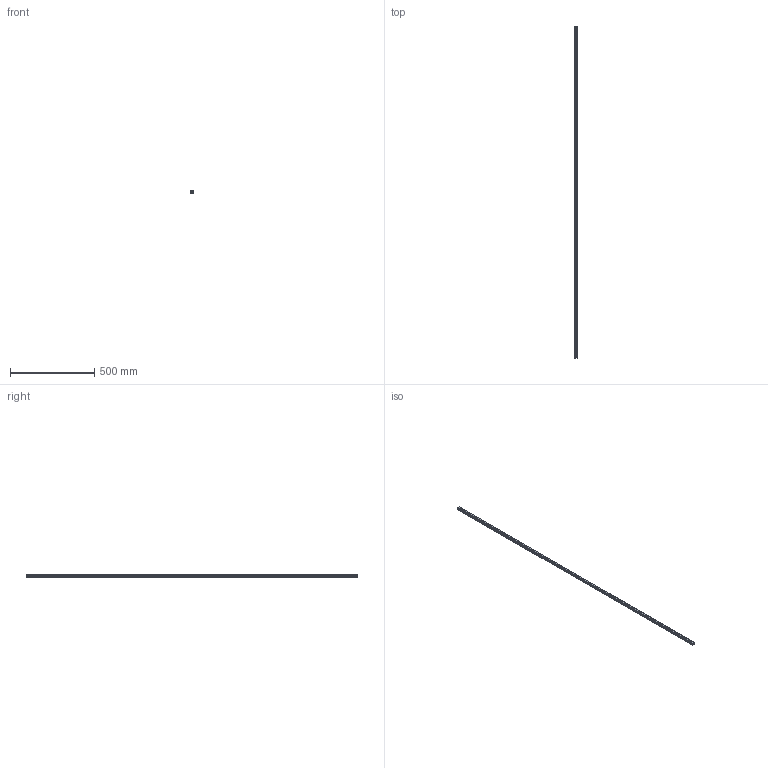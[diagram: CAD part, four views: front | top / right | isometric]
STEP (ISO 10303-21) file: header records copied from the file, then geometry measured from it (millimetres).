
FILE_DESCRIPTION(('STEP AP214'),'1');
FILE_NAME('cctmp_71BB03E3-386C-4CA6-88CB-2B9E75975B45_2020_5_5_13_28_3_209..stp','2020-05-05T11:28:03',('HIWIN GmbH'),('CADClick - www.CADClick.com'),'Spatial InterOp 3D',' ','unknown authorization');
FILE_SCHEMA(('AUTOMOTIVE_DESIGN'));
Length unit declared in the file: millimetre
Products named in the file (1): HGR15R1970H_FILE
Bounding box: 15 x 1970 x 15 mm (x, y, z)
Volume: 361891.4 mm3; surface area: 131328.6 mm2
Topology: 1 solids, 1 shells, 412 faces, 921 edges, 614 vertices
Faces by surface type: cylinder 224, plane 188
Entity records: 14953 total; most frequent: DIRECTION 2195, CARTESIAN_POINT 1948, ORIENTED_EDGE 1842, EDGE_CURVE 921, AXIS2_PLACEMENT_3D 861, VERTEX_POINT 614, EDGE_LOOP 515, LINE 473
